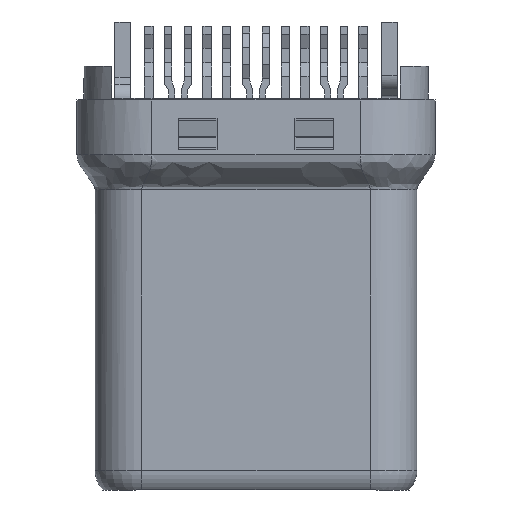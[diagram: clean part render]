
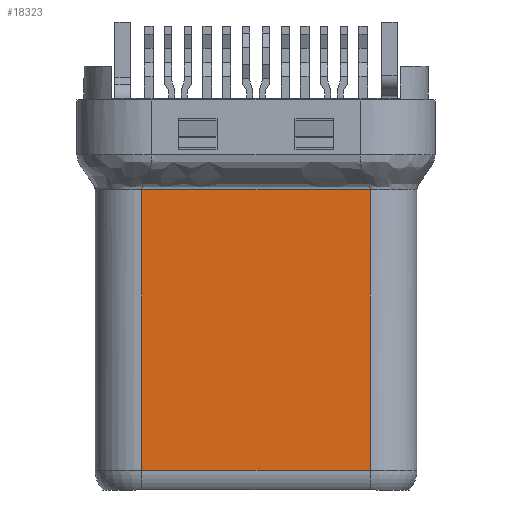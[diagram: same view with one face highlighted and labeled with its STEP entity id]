
A CAD part, front view. The second image highlights one B-rep face of the part: STEP entity #18323.
In plain terms, the highlighted face is planar.
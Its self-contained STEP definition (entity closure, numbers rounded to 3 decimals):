
#2031 = ORIENTED_EDGE ( 'NONE', *, *, #10249, .F. ) ;
#2086 = DIRECTION ( 'NONE',  ( 1., 0., 0. ) ) ;
#2121 = DIRECTION ( 'NONE',  ( 0., 0., -1. ) ) ;
#2160 = ORIENTED_EDGE ( 'NONE', *, *, #7182, .F. ) ;
#2514 = CARTESIAN_POINT ( 'NONE',  ( 2.925, 1.2, 0. ) ) ;
#2547 = VECTOR ( 'NONE', #18213, 1000. ) ;
#3887 = EDGE_LOOP ( 'NONE', ( #2160, #6157, #13556, #2031 ) ) ;
#5424 = LINE ( 'NONE', #2514, #12153 ) ;
#6157 = ORIENTED_EDGE ( 'NONE', *, *, #6598, .F. ) ;
#6598 = EDGE_CURVE ( 'NONE', #9650, #13505, #14696, .T. ) ;
#6621 = LINE ( 'NONE', #7944, #9570 ) ;
#6827 = DIRECTION ( 'NONE',  ( 0., 0., 1. ) ) ;
#6912 = VERTEX_POINT ( 'NONE', #14363 ) ;
#7182 = EDGE_CURVE ( 'NONE', #13505, #6912, #5424, .T. ) ;
#7573 = DIRECTION ( 'NONE',  ( 0., -1., 0. ) ) ;
#7639 = CARTESIAN_POINT ( 'NONE',  ( -2.925, 1.2, 0. ) ) ;
#7944 = CARTESIAN_POINT ( 'NONE',  ( -2.925, 1.2, 7.2 ) ) ;
#8458 = CARTESIAN_POINT ( 'NONE',  ( -2.925, 1.2, 7.2 ) ) ;
#9267 = FACE_OUTER_BOUND ( 'NONE', #3887, .T. ) ;
#9570 = VECTOR ( 'NONE', #10839, 1000. ) ;
#9650 = VERTEX_POINT ( 'NONE', #11823 ) ;
#10249 = EDGE_CURVE ( 'NONE', #6912, #14538, #6621, .T. ) ;
#10839 = DIRECTION ( 'NONE',  ( -1., 0., 0. ) ) ;
#11823 = CARTESIAN_POINT ( 'NONE',  ( -2.925, 1.2, 0. ) ) ;
#12153 = VECTOR ( 'NONE', #6827, 1000. ) ;
#12482 = CARTESIAN_POINT ( 'NONE',  ( -2.925, 1.2, 0. ) ) ;
#13086 = AXIS2_PLACEMENT_3D ( 'NONE', #15013, #7573, #2121 ) ;
#13204 = PLANE ( 'NONE',  #13086 ) ;
#13505 = VERTEX_POINT ( 'NONE', #18050 ) ;
#13556 = ORIENTED_EDGE ( 'NONE', *, *, #16345, .F. ) ;
#13929 = VECTOR ( 'NONE', #2086, 1000. ) ;
#14161 = LINE ( 'NONE', #12482, #2547 ) ;
#14363 = CARTESIAN_POINT ( 'NONE',  ( 2.925, 1.2, 7.2 ) ) ;
#14538 = VERTEX_POINT ( 'NONE', #8458 ) ;
#14696 = LINE ( 'NONE', #7639, #13929 ) ;
#15013 = CARTESIAN_POINT ( 'NONE',  ( -2.925, 1.2, 0. ) ) ;
#16345 = EDGE_CURVE ( 'NONE', #14538, #9650, #14161, .T. ) ;
#18050 = CARTESIAN_POINT ( 'NONE',  ( 2.925, 1.2, 0. ) ) ;
#18213 = DIRECTION ( 'NONE',  ( 0., 0., -1. ) ) ;
#18323 = ADVANCED_FACE ( 'NONE', ( #9267 ), #13204, .F. ) ;
